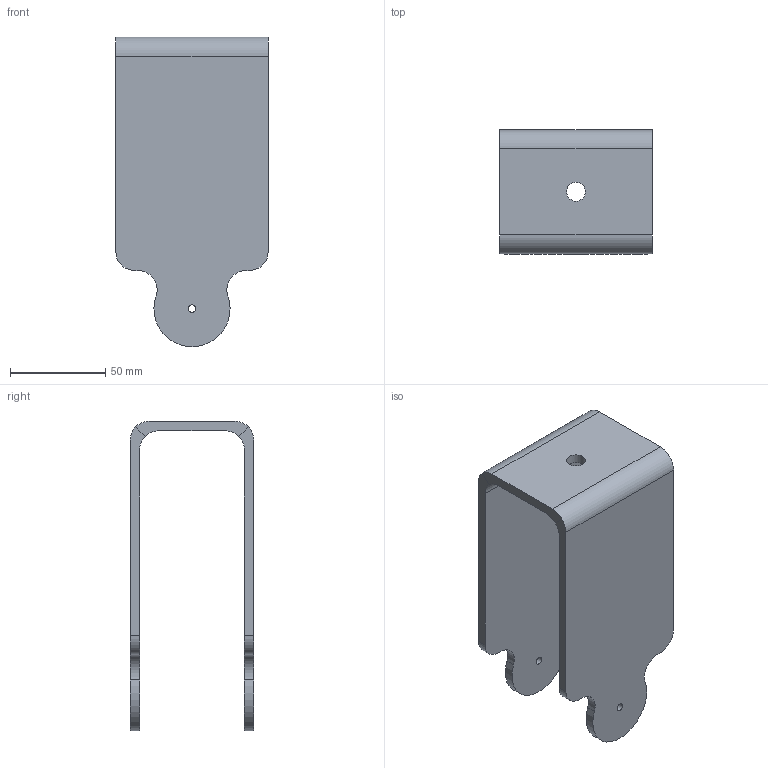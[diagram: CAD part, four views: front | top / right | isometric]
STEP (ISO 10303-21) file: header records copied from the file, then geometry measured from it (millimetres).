
FILE_DESCRIPTION(('HOOPS Exchange Step'),'2;1');
FILE_NAME('vb.step','2019-02-19T19:17:49+00:00',('SYSTEM'),('Unknown organisation'),'HOOPS Exchange 10.0','HOOPS Exchange','Unknown authorisation');
FILE_SCHEMA( ('AP203_CONFIGURATION_CONTROLLED_3D_DESIGN_OF_MECHANICAL_PARTS_AND_ASSEMBLIES_MIM_LF') );
Length unit declared in the file: millimetre
Products named in the file (2): Default; vb
Assembly tree (1 placements, depth 2):
  vb
    Default
Bounding box: 80 x 65 x 162.5 mm (x, y, z)
Volume: 133270.1 mm3; surface area: 56512.2 mm2
Topology: 1 solids, 1 shells, 33 faces, 94 edges, 63 vertices
Faces by surface type: cylinder 17, plane 16
Full cylindrical faces by diameter (mm): 4 x2, 10 x1
Entity records: 1158 total; most frequent: DIRECTION 209, CARTESIAN_POINT 193, ORIENTED_EDGE 188, EDGE_CURVE 94, AXIS2_PLACEMENT_3D 79, VERTEX_POINT 63, VECTOR 51, LINE 51
